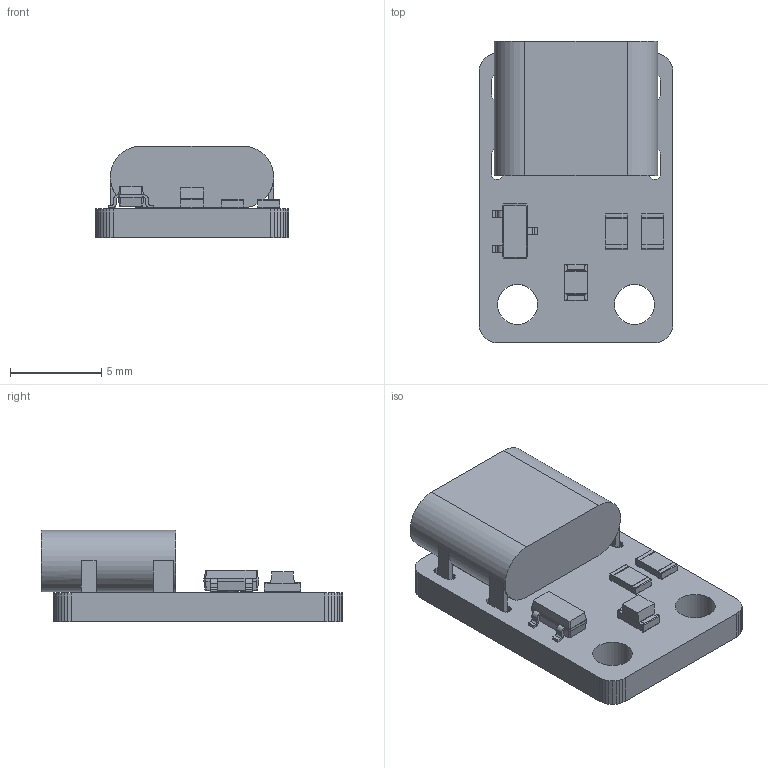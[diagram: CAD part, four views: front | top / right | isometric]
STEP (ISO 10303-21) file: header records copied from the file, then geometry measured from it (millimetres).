
FILE_DESCRIPTION(('KiCad electronic assembly'),'2;1');
FILE_NAME('MiSTerLaggy.step','2023-09-03T15:27:53',('Pcbnew'),('Kicad'), 'Open CASCADE STEP processor 7.6','KiCad to STEP converter','Unknown' );
FILE_SCHEMA(('AUTOMOTIVE_DESIGN { 1 0 10303 214 1 1 1 1 }'));
Length unit declared in the file: millimetre
Products named in the file (10): MiSTerLaggy 1; GT-USB-7010ASV; SOLID; R_0805_2012Metric; LED_0805_2012Metric; SOT-23; _autosave-MiSTerLaggy PCB
Assembly tree (10 placements, depth 3):
  MiSTerLaggy 1
    GT-USB-7010ASV
      SOLID
    R_0805_2012Metric  x2
      SOLID
    LED_0805_2012Metric
      SOLID
    SOT-23
      SOLID
    _autosave-MiSTerLaggy PCB
Bounding box: 10.6 x 16.5 x 5.01 mm (x, y, z)
Volume: 391.7 mm3; surface area: 883.1 mm2
Topology: 6 solids, 6 shells, 340 faces, 905 edges, 584 vertices
Faces by surface type: plane 261, cylinder 52, bspline 27
Full cylindrical faces by diameter (mm): 0.65 x2, 2.2 x2
Entity records: 21951 total; most frequent: CARTESIAN_POINT 3922, DIRECTION 3067, LINE 2235, VECTOR 2235, ORIENTED_EDGE 1674, PCURVE 1674, DEFINITIONAL_REPRESENTATION 1674, EDGE_CURVE 837
